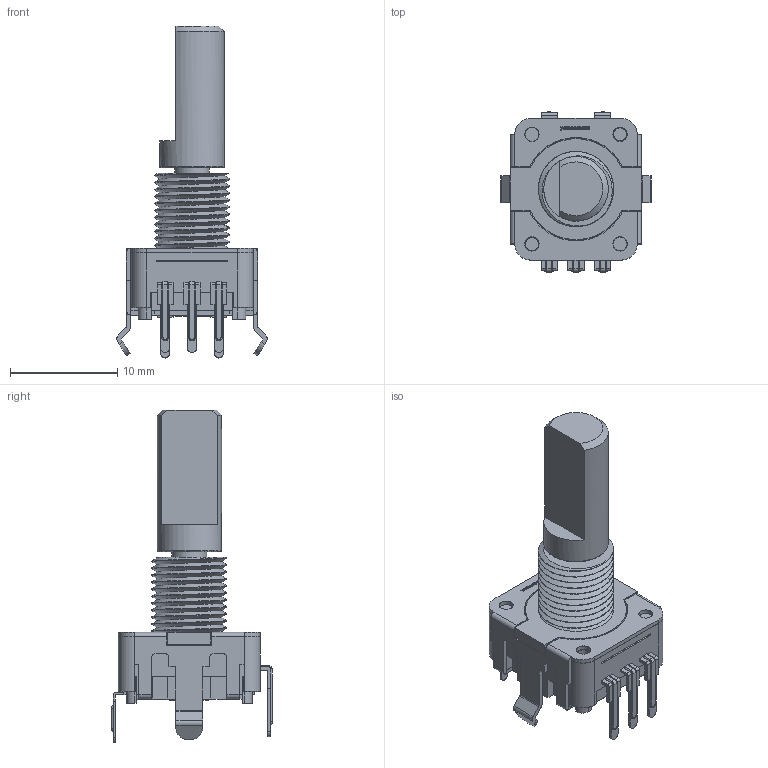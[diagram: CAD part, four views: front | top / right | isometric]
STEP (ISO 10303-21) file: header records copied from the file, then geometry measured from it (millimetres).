
FILE_DESCRIPTION(/* description */ (''),/* implementation_level */ '2;1');
FILE_NAME(/* name */ 'PEC11R-4220F-S0012.stp',/* time_stamp */ '2020-09-16T19:06:54+02:00',/* author */ ('khaled'),/* organization */ (''),/* preprocessor_version */ 'ST-DEVELOPER v17.2',/* originating_system */ 'Autodesk Inventor 2019',/* authorisation */ '');
FILE_SCHEMA (('AUTOMOTIVE_DESIGN { 1 0 10303 214 3 1 1 }'));
Length unit declared in the file: millimetre
Products named in the file (11): PEC11R-4220F-S0012; 1; 1_1; 2; 3; 4; 5; 6; 7; 8; Bourns
Assembly tree (10 placements, depth 3):
  PEC11R-4220F-S0012
    1
      1_1
      2
      3
      4
      5
      6
      7
      8
      Bourns
Bounding box: 14 x 14.9 x 30.9 mm (x, y, z)
Volume: 1391 mm3; surface area: 2397.2 mm2
Topology: 20 solids, 21 shells, 973 faces, 2492 edges, 1570 vertices
Faces by surface type: plane 408, cylinder 308, bspline 133, sphere 66, torus 54, cone 4
Full cylindrical faces by diameter (mm): 1.2 x2, 1.3 x4, 1.5 x2, 3.251 x1, 3.5 x2, 3.6 x3, 4.5 x1, 6 x2, 7 x10
Entity records: 33674 total; most frequent: CARTESIAN_POINT 9907, ORIENTED_EDGE 4984, DIRECTION 4705, EDGE_CURVE 2492, AXIS2_PLACEMENT_3D 1605, VERTEX_POINT 1570, LINE 1495, VECTOR 1495
